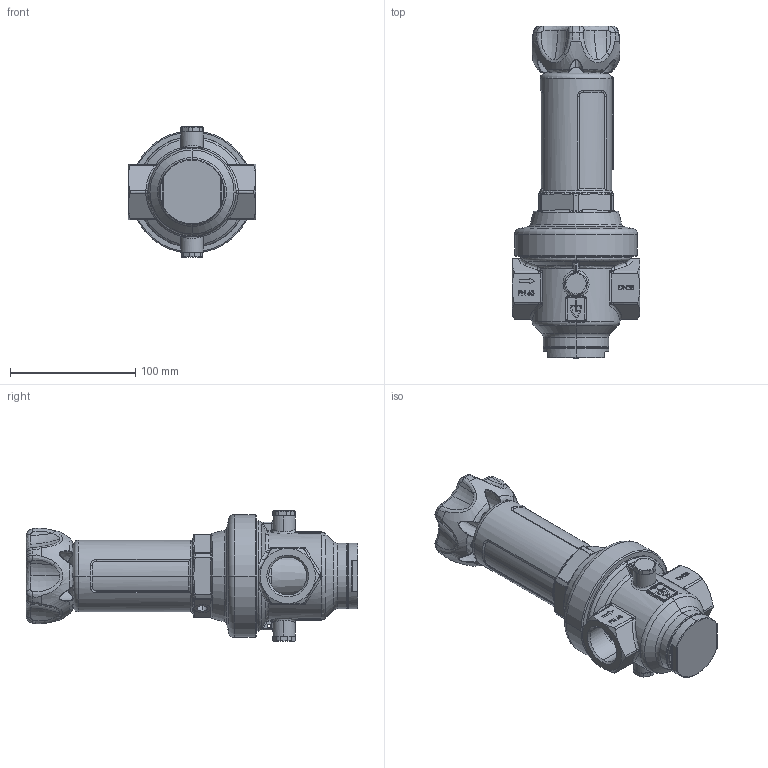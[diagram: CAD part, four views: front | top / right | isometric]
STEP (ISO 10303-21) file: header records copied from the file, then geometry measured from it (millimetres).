
FILE_DESCRIPTION (( 'STEP AP214' ), '1' );
FILE_NAME ('484-25-f+f-25+25.STEP', '2015-11-27T08:54:11', ( '' ), ( '' ), 'SwSTEP 2.0', 'SolidWorks 2014', '' );
FILE_SCHEMA (( 'AUTOMOTIVE_DESIGN' ));
Length unit declared in the file: millimetre
Products named in the file (1): 484-25-f+f-25+25
Bounding box: 102 x 264.8 x 104 mm (x, y, z)
Volume: 497183.6 mm3; surface area: 192530.4 mm2
Topology: 13 solids, 13 shells, 1983 faces, 4930 edges, 3007 vertices
Faces by surface type: bspline 658, plane 578, cylinder 423, torus 151, cone 138, sphere 35
Entity records: 134002 total; most frequent: CARTESIAN_POINT 70515, ORIENTED_EDGE 9770, DIRECTION 6854, EDGE_CURVE 4885, VERTEX_POINT 3007, AXIS2_PLACEMENT_3D 2578, EDGE_LOOP 2094, UNCERTAINTY_MEASURE_WITH_UNIT 1998
